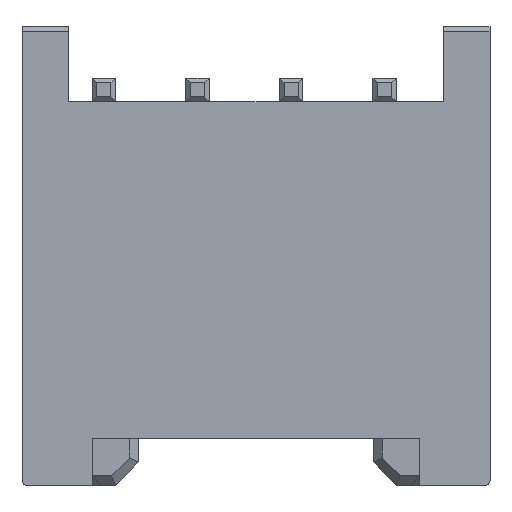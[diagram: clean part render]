
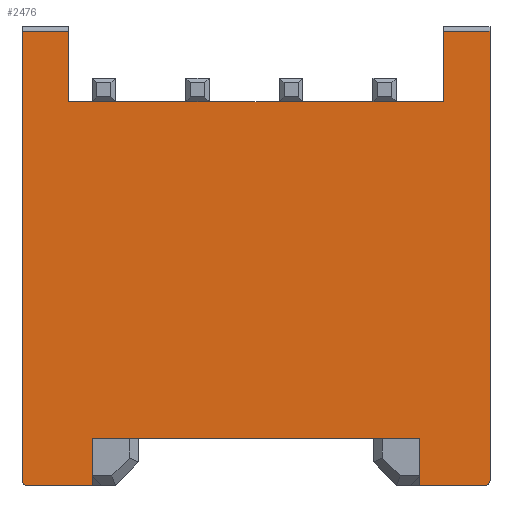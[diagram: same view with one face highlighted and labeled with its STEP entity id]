
A CAD part, front view. The second image highlights one B-rep face of the part: STEP entity #2476.
In plain terms, the highlighted planar face has unit normal (0, -1, 0).
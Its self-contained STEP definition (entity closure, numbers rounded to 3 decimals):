
#24=CIRCLE('',#2648,0.1);
#31=CIRCLE('',#2657,0.1);
#130=FACE_OUTER_BOUND('',#278,.T.);
#278=EDGE_LOOP('',(#1760,#1761,#1762,#1763,#1764,#1765,#1766,#1767,#1768,
#1769,#1770,#1771,#1772,#1773));
#485=LINE('',#3716,#797);
#492=LINE('',#3742,#804);
#493=LINE('',#3744,#805);
#494=LINE('',#3746,#806);
#495=LINE('',#3748,#807);
#496=LINE('',#3750,#808);
#497=LINE('',#3754,#809);
#498=LINE('',#3756,#810);
#499=LINE('',#3758,#811);
#500=LINE('',#3760,#812);
#501=LINE('',#3762,#813);
#502=LINE('',#3763,#814);
#797=VECTOR('',#2985,10.);
#804=VECTOR('',#3006,10.);
#805=VECTOR('',#3007,10.);
#806=VECTOR('',#3008,10.);
#807=VECTOR('',#3009,10.);
#808=VECTOR('',#3010,10.);
#809=VECTOR('',#3013,10.);
#810=VECTOR('',#3014,10.);
#811=VECTOR('',#3015,10.);
#812=VECTOR('',#3016,10.);
#813=VECTOR('',#3017,10.);
#814=VECTOR('',#3018,10.);
#1081=VERTEX_POINT('',#3709);
#1082=VERTEX_POINT('',#3711);
#1083=VERTEX_POINT('',#3715);
#1095=VERTEX_POINT('',#3741);
#1096=VERTEX_POINT('',#3743);
#1097=VERTEX_POINT('',#3745);
#1098=VERTEX_POINT('',#3747);
#1099=VERTEX_POINT('',#3749);
#1100=VERTEX_POINT('',#3751);
#1101=VERTEX_POINT('',#3753);
#1102=VERTEX_POINT('',#3755);
#1103=VERTEX_POINT('',#3757);
#1104=VERTEX_POINT('',#3759);
#1105=VERTEX_POINT('',#3761);
#1337=EDGE_CURVE('',#1081,#1082,#24,.T.);
#1339=EDGE_CURVE('',#1083,#1082,#485,.T.);
#1352=EDGE_CURVE('',#1081,#1095,#492,.T.);
#1353=EDGE_CURVE('',#1095,#1096,#493,.T.);
#1354=EDGE_CURVE('',#1096,#1097,#494,.T.);
#1355=EDGE_CURVE('',#1097,#1098,#495,.T.);
#1356=EDGE_CURVE('',#1098,#1099,#496,.T.);
#1357=EDGE_CURVE('',#1100,#1099,#31,.T.);
#1358=EDGE_CURVE('',#1100,#1101,#497,.T.);
#1359=EDGE_CURVE('',#1102,#1101,#498,.T.);
#1360=EDGE_CURVE('',#1103,#1102,#499,.T.);
#1361=EDGE_CURVE('',#1103,#1104,#500,.T.);
#1362=EDGE_CURVE('',#1104,#1105,#501,.T.);
#1363=EDGE_CURVE('',#1083,#1105,#502,.T.);
#1760=ORIENTED_EDGE('',*,*,#1337,.F.);
#1761=ORIENTED_EDGE('',*,*,#1352,.T.);
#1762=ORIENTED_EDGE('',*,*,#1353,.T.);
#1763=ORIENTED_EDGE('',*,*,#1354,.T.);
#1764=ORIENTED_EDGE('',*,*,#1355,.T.);
#1765=ORIENTED_EDGE('',*,*,#1356,.T.);
#1766=ORIENTED_EDGE('',*,*,#1357,.F.);
#1767=ORIENTED_EDGE('',*,*,#1358,.T.);
#1768=ORIENTED_EDGE('',*,*,#1359,.F.);
#1769=ORIENTED_EDGE('',*,*,#1360,.F.);
#1770=ORIENTED_EDGE('',*,*,#1361,.T.);
#1771=ORIENTED_EDGE('',*,*,#1362,.T.);
#1772=ORIENTED_EDGE('',*,*,#1363,.F.);
#1773=ORIENTED_EDGE('',*,*,#1339,.T.);
#2348=PLANE('',#2656);
#2476=ADVANCED_FACE('',(#130),#2348,.F.);
#2648=AXIS2_PLACEMENT_3D('',#3712,#2980,#2981);
#2656=AXIS2_PLACEMENT_3D('',#3740,#3004,#3005);
#2657=AXIS2_PLACEMENT_3D('',#3752,#3011,#3012);
#2980=DIRECTION('center_axis',(0.,1.,0.));
#2981=DIRECTION('ref_axis',(-0.707,0.,-0.707));
#2985=DIRECTION('',(0.,0.,-1.));
#3004=DIRECTION('center_axis',(0.,1.,0.));
#3005=DIRECTION('ref_axis',(1.,0.,0.));
#3006=DIRECTION('',(1.,0.,0.));
#3007=DIRECTION('',(0.,0.,1.));
#3008=DIRECTION('',(1.,0.,0.));
#3009=DIRECTION('',(0.,0.,-1.));
#3010=DIRECTION('',(1.,0.,0.));
#3011=DIRECTION('center_axis',(0.,1.,0.));
#3012=DIRECTION('ref_axis',(0.707,0.,-0.707));
#3013=DIRECTION('',(0.,0.,1.));
#3014=DIRECTION('',(1.,0.,0.));
#3015=DIRECTION('',(0.,0.,1.));
#3016=DIRECTION('',(-1.,0.,0.));
#3017=DIRECTION('',(0.,0.,1.));
#3018=DIRECTION('',(1.,0.,0.));
#3709=CARTESIAN_POINT('',(-7.65,0.,-8.2));
#3711=CARTESIAN_POINT('',(-7.75,0.,-8.1));
#3712=CARTESIAN_POINT('Origin',(-7.65,0.,-8.1));
#3715=CARTESIAN_POINT('',(-7.75,0.,1.5));
#3716=CARTESIAN_POINT('',(-7.75,0.,0.));
#3740=CARTESIAN_POINT('Origin',(-2.75,0.,-4.1));
#3741=CARTESIAN_POINT('',(-6.25,0.,-8.2));
#3742=CARTESIAN_POINT('',(-7.75,0.,-8.2));
#3743=CARTESIAN_POINT('',(-6.25,0.,-7.2));
#3744=CARTESIAN_POINT('',(-6.25,0.,-6.15));
#3745=CARTESIAN_POINT('',(0.75,0.,-7.2));
#3746=CARTESIAN_POINT('',(-4.5,0.,-7.2));
#3747=CARTESIAN_POINT('',(0.75,0.,-8.2));
#3748=CARTESIAN_POINT('',(0.75,0.,-5.65));
#3749=CARTESIAN_POINT('',(2.15,0.,-8.2));
#3750=CARTESIAN_POINT('',(-7.75,0.,-8.2));
#3751=CARTESIAN_POINT('',(2.25,0.,-8.1));
#3752=CARTESIAN_POINT('Origin',(2.15,0.,-8.1));
#3753=CARTESIAN_POINT('',(2.25,0.,1.5));
#3754=CARTESIAN_POINT('',(2.25,0.,0.));
#3755=CARTESIAN_POINT('',(1.25,0.,1.5));
#3756=CARTESIAN_POINT('',(-0.25,0.,1.5));
#3757=CARTESIAN_POINT('',(1.25,0.,0.));
#3758=CARTESIAN_POINT('',(1.25,0.,0.));
#3759=CARTESIAN_POINT('',(-6.75,0.,0.));
#3760=CARTESIAN_POINT('',(2.25,0.,0.));
#3761=CARTESIAN_POINT('',(-6.75,0.,1.5));
#3762=CARTESIAN_POINT('',(-6.75,0.,0.));
#3763=CARTESIAN_POINT('',(-5.25,0.,1.5));
